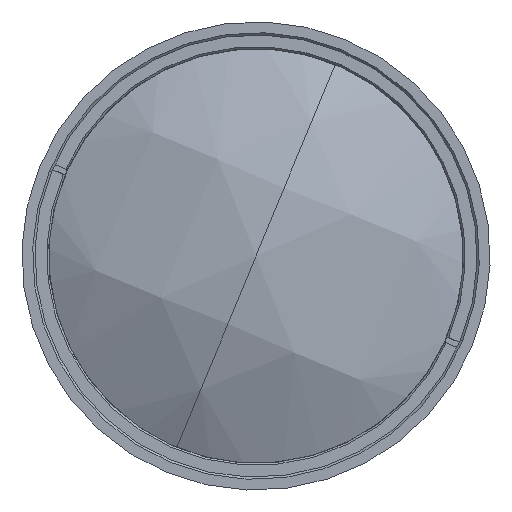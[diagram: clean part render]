
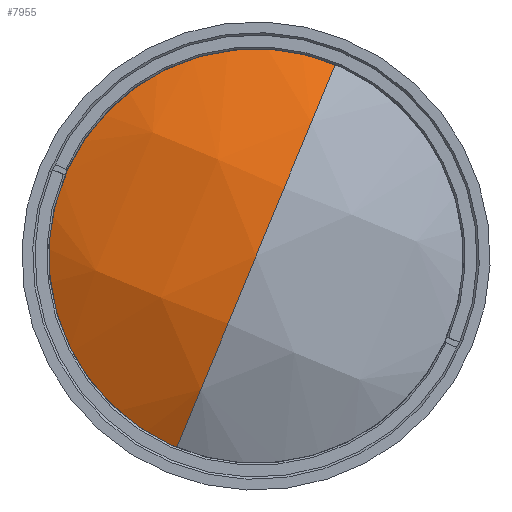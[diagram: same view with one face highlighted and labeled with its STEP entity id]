
A CAD part, left-side view. The second image highlights one B-rep face of the part: STEP entity #7955.
In plain terms, the highlighted free-form (B-spline) face has degree [3, 3] with [4, 4] control points.
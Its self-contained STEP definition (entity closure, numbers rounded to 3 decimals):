
#520 = CARTESIAN_POINT ( 'NONE',  ( -300.789, 8.012, -19.391 ) ) ;
#625 = CARTESIAN_POINT ( 'NONE',  ( -285.29, 47.402, 42.286 ) ) ;
#735 = CARTESIAN_POINT ( 'NONE',  ( -295.511, 30.352, 35.241 ) ) ;
#2778 = CIRCLE ( 'NONE', #11347, 57. ) ;
#3867 = CARTESIAN_POINT ( 'NONE',  ( -295.511, 46.376, -3.541 ) ) ;
#4020 = VERTEX_POINT ( 'NONE', #8420 ) ;
#5373 = CARTESIAN_POINT ( 'NONE',  ( -280.688, 21.765, -52.681 ) ) ;
#5517 = CARTESIAN_POINT ( 'NONE',  ( -275.936, 54.027, -40.027 ) ) ;
#5738 = CARTESIAN_POINT ( 'NONE',  ( -267.405, 24.252, 72.369 ) ) ;
#5959 = CARTESIAN_POINT ( 'NONE',  ( -280.688, 0., 0. ) ) ;
#6156 = DIRECTION ( 'NONE',  ( 0., -0.924, -0.382 ) ) ;
#7214 = CARTESIAN_POINT ( 'NONE',  ( -280.342, 22.004, -53.258 ) ) ;
#7329 = CARTESIAN_POINT ( 'NONE',  ( -280.342, -22.004, 53.258 ) ) ;
#7596 = AXIS2_PLACEMENT_3D ( 'NONE', #5959, #16751, #18346 ) ;
#7607 = DIRECTION ( 'NONE',  ( 0., 0.924, 0.382 ) ) ;
#7955 = ADVANCED_FACE ( 'NONE', ( #19388 ), #14248, .T. ) ;
#8420 = CARTESIAN_POINT ( 'NONE',  ( -280.688, 52.681, 21.765 ) ) ;
#8986 = VERTEX_POINT ( 'NONE', #5373 ) ;
#9105 = CARTESIAN_POINT ( 'NONE',  ( -300.789, -8.012, 19.391 ) ) ;
#9690 = EDGE_CURVE ( 'NONE', #4020, #8986, #17365, .T. ) ;
#10668 = CARTESIAN_POINT ( 'NONE',  ( -285.29, 63.426, 3.504 ) ) ;
#10847 = CARTESIAN_POINT ( 'NONE',  ( -177.073, 0., 0. ) ) ;
#11093 = DIRECTION ( 'NONE',  ( -1., 0., 0. ) ) ;
#11347 = AXIS2_PLACEMENT_3D ( 'NONE', #19484, #11093, #6156 ) ;
#12370 = CARTESIAN_POINT ( 'NONE',  ( -267.405, 68.259, -34.147 ) ) ;
#12475 = EDGE_LOOP ( 'NONE', ( #14404, #19659, #19317 ) ) ;
#12629 = CIRCLE ( 'NONE', #16568, 118.259 ) ;
#12907 = EDGE_CURVE ( 'NONE', #8986, #19246, #12629, .T. ) ;
#14050 = CARTESIAN_POINT ( 'NONE',  ( -280.342, 38.274, -46.535 ) ) ;
#14159 = CARTESIAN_POINT ( 'NONE',  ( -275.936, 10.02, 66.488 ) ) ;
#14248 =( BOUNDED_SURFACE ( )  B_SPLINE_SURFACE ( 3, 3, ( 
 ( #7214, #14050, #5517, #12370 ),
 ( #520, #17902, #3867, #10668 ),
 ( #9105, #17574, #735, #625 ),
 ( #7329, #21199, #14159, #5738 ) ),
 .UNSPECIFIED., .F., .F., .F. ) 
 B_SPLINE_SURFACE_WITH_KNOTS ( ( 4, 4 ),
 ( 4, 4 ),
 ( 0., 1. ),
 ( 0., 1. ),
 .UNSPECIFIED. ) 
 GEOMETRIC_REPRESENTATION_ITEM ( )  RATIONAL_B_SPLINE_SURFACE ( (
 ( 1., 0.979, 0.979, 1.),
 ( 0.916, 0.896, 0.896, 0.916),
 ( 0.916, 0.896, 0.896, 0.916),
 ( 1., 0.979, 0.979, 1.) ) ) 
 REPRESENTATION_ITEM ( '' )  SURFACE ( )  );
#14404 = ORIENTED_EDGE ( 'NONE', *, *, #9690, .T. ) ;
#16568 = AXIS2_PLACEMENT_3D ( 'NONE', #10847, #7607, #19766 ) ;
#16751 = DIRECTION ( 'NONE',  ( -1., 0., 0. ) ) ;
#17365 = CIRCLE ( 'NONE', #7596, 57. ) ;
#17574 = CARTESIAN_POINT ( 'NONE',  ( -300.789, 11.481, 27.444 ) ) ;
#17902 = CARTESIAN_POINT ( 'NONE',  ( -300.789, 27.504, -11.338 ) ) ;
#18346 = DIRECTION ( 'NONE',  ( 0., -0.924, -0.382 ) ) ;
#18570 = EDGE_CURVE ( 'NONE', #19246, #4020, #2778, .T. ) ;
#18770 = CARTESIAN_POINT ( 'NONE',  ( -280.688, -21.765, 52.681 ) ) ;
#19246 = VERTEX_POINT ( 'NONE', #18770 ) ;
#19317 = ORIENTED_EDGE ( 'NONE', *, *, #18570, .T. ) ;
#19388 = FACE_OUTER_BOUND ( 'NONE', #12475, .T. ) ;
#19484 = CARTESIAN_POINT ( 'NONE',  ( -280.688, 0., 0. ) ) ;
#19659 = ORIENTED_EDGE ( 'NONE', *, *, #12907, .T. ) ;
#19766 = DIRECTION ( 'NONE',  ( 0., 0.382, -0.924 ) ) ;
#21199 = CARTESIAN_POINT ( 'NONE',  ( -280.342, -5.733, 59.98 ) ) ;
